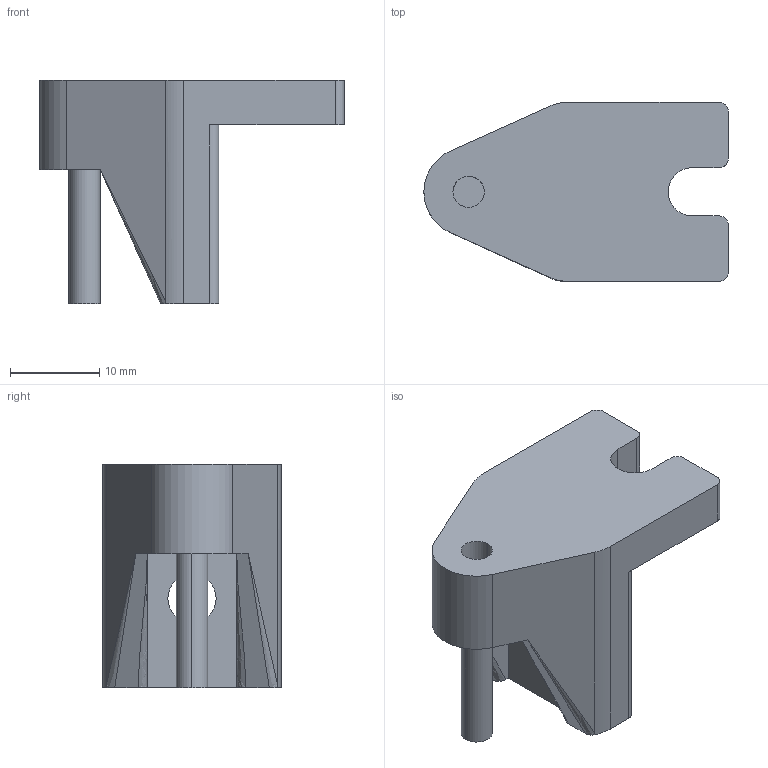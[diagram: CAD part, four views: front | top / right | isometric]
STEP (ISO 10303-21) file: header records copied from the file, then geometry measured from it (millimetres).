
FILE_DESCRIPTION((''),'2;1');
FILE_NAME('MK2_HEAT_BED_BRACKET','2023-02-15T17:17:44',('matteo.grassi'),(''),'CREO PARAMETRIC BY PTC INC, 2018020','CREO PARAMETRIC BY PTC INC, 2018020','');
FILE_SCHEMA(('AUTOMOTIVE_DESIGN { 1 0 10303 214 1 1 1 1 }'));
Length unit declared in the file: millimetre
Products named in the file (1): MK2_HEAT_BED_BRACKET
Bounding box: 34 x 20 x 25 mm (x, y, z)
Volume: 5851.9 mm3; surface area: 3193.4 mm2
Topology: 1 solids, 1 shells, 40 faces, 126 edges, 86 vertices
Faces by surface type: plane 20, cylinder 16, bspline 4
Entity records: 2351 total; most frequent: CARTESIAN_POINT 701, ORIENTED_EDGE 244, DIRECTION 228, PRESENTATION_STYLE_ASSIGNMENT 123, STYLED_ITEM 123, CURVE_STYLE 122, EDGE_CURVE 122, COLOUR_RGB 106
